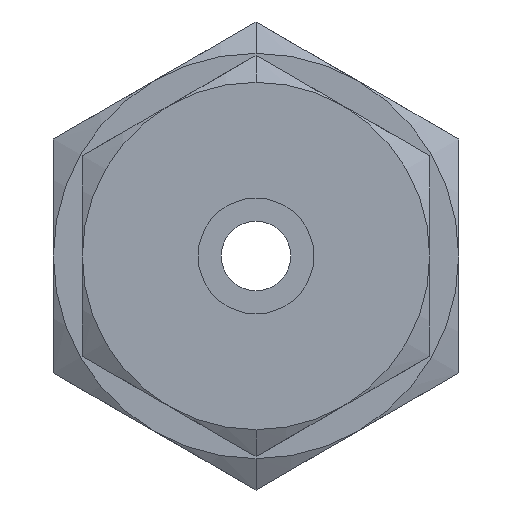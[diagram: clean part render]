
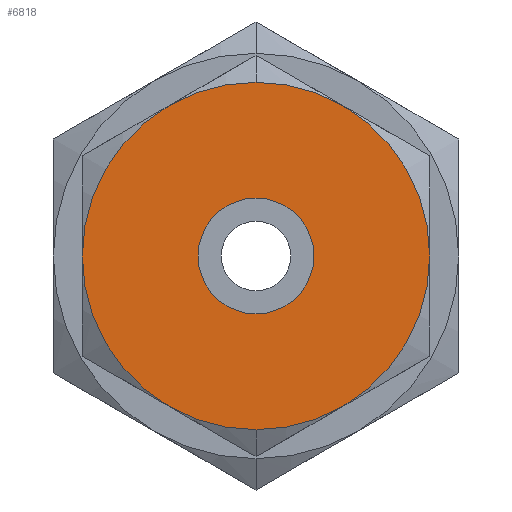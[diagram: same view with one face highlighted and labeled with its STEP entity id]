
A CAD part, left-side view. The second image highlights one B-rep face of the part: STEP entity #6818.
In plain terms, the highlighted planar face has unit normal (-1, 0, 0).
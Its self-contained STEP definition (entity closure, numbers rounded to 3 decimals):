
#218 = EDGE_CURVE ( 'NONE', #8837, #5468, #6289, .T. ) ;
#337 = AXIS2_PLACEMENT_3D ( 'NONE', #8040, #7424, #2537 ) ;
#512 = DIRECTION ( 'NONE',  ( 1., 0., 0. ) ) ;
#594 = CARTESIAN_POINT ( 'NONE',  ( 0., 0., -2. ) ) ;
#601 = ORIENTED_EDGE ( 'NONE', *, *, #7448, .F. ) ;
#686 = DIRECTION ( 'NONE',  ( 0., 0., 1. ) ) ;
#885 = AXIS2_PLACEMENT_3D ( 'NONE', #4142, #512, #6256 ) ;
#1398 = PLANE ( 'NONE',  #5033 ) ;
#1492 = DIRECTION ( 'NONE',  ( -1., 0., 0. ) ) ;
#1659 = CARTESIAN_POINT ( 'NONE',  ( 0., 0., -6. ) ) ;
#1817 = VERTEX_POINT ( 'NONE', #594 ) ;
#1840 = CIRCLE ( 'NONE', #337, 2. ) ;
#1926 = VERTEX_POINT ( 'NONE', #3276 ) ;
#2058 = EDGE_CURVE ( 'NONE', #1926, #1817, #4191, .T. ) ;
#2093 = ORIENTED_EDGE ( 'NONE', *, *, #5392, .T. ) ;
#2444 = EDGE_LOOP ( 'NONE', ( #3504, #601 ) ) ;
#2482 = AXIS2_PLACEMENT_3D ( 'NONE', #4256, #3549, #4212 ) ;
#2537 = DIRECTION ( 'NONE',  ( 0., 0., -1. ) ) ;
#2638 = CARTESIAN_POINT ( 'NONE',  ( 0., 0., 6. ) ) ;
#3276 = CARTESIAN_POINT ( 'NONE',  ( 0., 0., 2. ) ) ;
#3504 = ORIENTED_EDGE ( 'NONE', *, *, #218, .F. ) ;
#3537 = EDGE_LOOP ( 'NONE', ( #2093, #6819 ) ) ;
#3549 = DIRECTION ( 'NONE',  ( 1., 0., 0. ) ) ;
#4142 = CARTESIAN_POINT ( 'NONE',  ( 0., 0., 0. ) ) ;
#4191 = CIRCLE ( 'NONE', #8999, 2. ) ;
#4212 = DIRECTION ( 'NONE',  ( 0., 0., -1. ) ) ;
#4256 = CARTESIAN_POINT ( 'NONE',  ( 0., 0., 0. ) ) ;
#5033 = AXIS2_PLACEMENT_3D ( 'NONE', #5670, #1492, #686 ) ;
#5392 = EDGE_CURVE ( 'NONE', #1817, #1926, #1840, .T. ) ;
#5468 = VERTEX_POINT ( 'NONE', #1659 ) ;
#5670 = CARTESIAN_POINT ( 'NONE',  ( 0., 0., 3. ) ) ;
#6256 = DIRECTION ( 'NONE',  ( 0., 0., 1. ) ) ;
#6289 = CIRCLE ( 'NONE', #885, 6. ) ;
#6520 = CIRCLE ( 'NONE', #2482, 6. ) ;
#6798 = DIRECTION ( 'NONE',  ( 1., 0., 0. ) ) ;
#6818 = ADVANCED_FACE ( 'NONE', ( #7923, #7257 ), #1398, .T. ) ;
#6819 = ORIENTED_EDGE ( 'NONE', *, *, #2058, .T. ) ;
#7257 = FACE_OUTER_BOUND ( 'NONE', #2444, .T. ) ;
#7424 = DIRECTION ( 'NONE',  ( 1., 0., 0. ) ) ;
#7448 = EDGE_CURVE ( 'NONE', #5468, #8837, #6520, .T. ) ;
#7499 = CARTESIAN_POINT ( 'NONE',  ( 0., 0., 0. ) ) ;
#7923 = FACE_BOUND ( 'NONE', #3537, .T. ) ;
#8040 = CARTESIAN_POINT ( 'NONE',  ( 0., 0., 0. ) ) ;
#8837 = VERTEX_POINT ( 'NONE', #2638 ) ;
#8999 = AXIS2_PLACEMENT_3D ( 'NONE', #7499, #6798, #9109 ) ;
#9109 = DIRECTION ( 'NONE',  ( 0., 0., 1. ) ) ;
